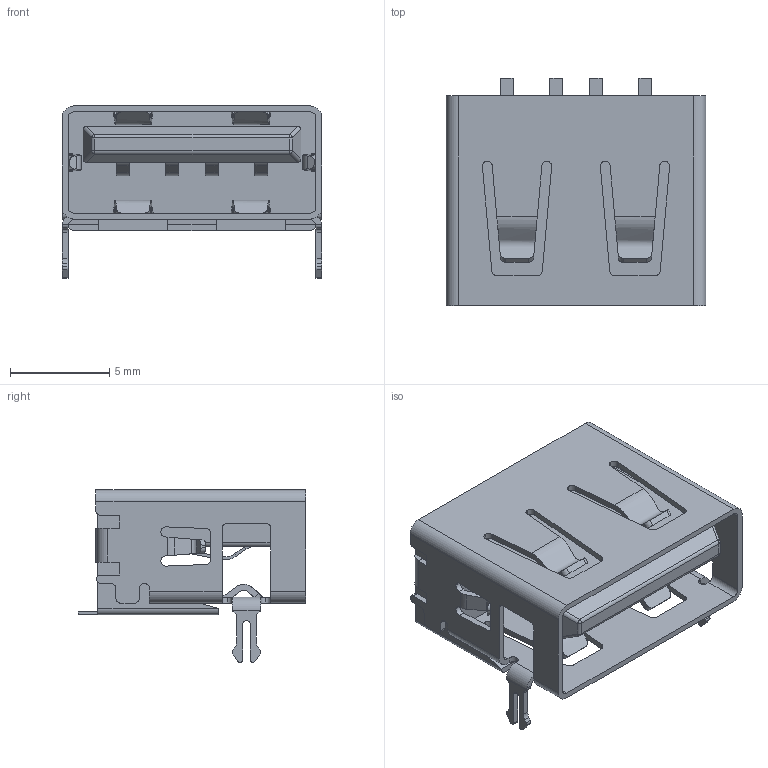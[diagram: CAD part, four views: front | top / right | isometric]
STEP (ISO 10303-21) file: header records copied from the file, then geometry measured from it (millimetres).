
FILE_DESCRIPTION(('FreeCAD Model'),'2;1');
FILE_NAME('Open CASCADE Shape Model','2024-05-11T12:49:23',(''),(''), 'Open CASCADE STEP processor 7.7','FreeCAD','Unknown');
FILE_SCHEMA(('AUTOMOTIVE_DESIGN { 1 0 10303 214 1 1 1 1 }'));
Length unit declared in the file: millimetre
Products named in the file (3): USB-A-SMD_4P-L13.1-W10.6-H6.008; USB-A-SMD_4P-L13.1-W10.6-H6.6; Shell
Assembly tree (2 placements, depth 2):
  USB-A-SMD_4P-L13.1-W10.6-H6.008
    USB-A-SMD_4P-L13.1-W10.6-H6.6
    Shell
Bounding box: 13.1 x 11.5 x 8.7 mm (x, y, z)
Volume: 334.5 mm3; surface area: 1262.8 mm2
Topology: 1 solids, 2 shells, 599 faces, 1612 edges, 1020 vertices
Faces by surface type: plane 376, cylinder 197, bspline 22, sphere 4
Entity records: 21721 total; most frequent: CARTESIAN_POINT 4860, ORIENTED_EDGE 3216, DIRECTION 3010, EDGE_CURVE 1608, LINE 1158, VECTOR 1158, VERTEX_POINT 1020, AXIS2_PLACEMENT_3D 926
